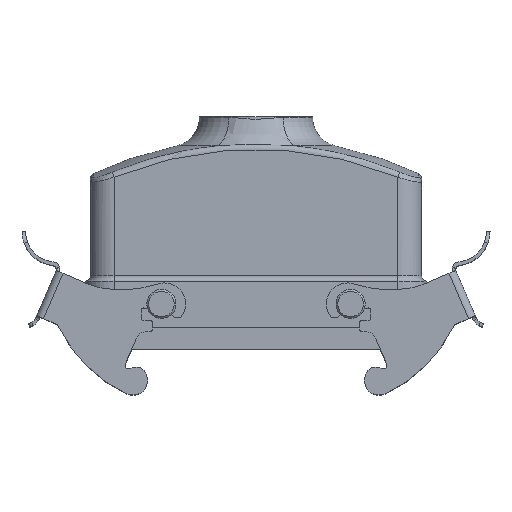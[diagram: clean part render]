
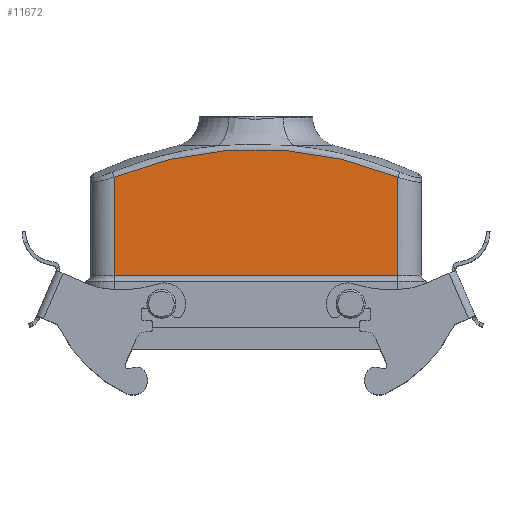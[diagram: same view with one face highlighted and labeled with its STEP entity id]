
A CAD part, top view. The second image highlights one B-rep face of the part: STEP entity #11672.
In plain terms, the highlighted planar face has unit normal (0, 0, 1).
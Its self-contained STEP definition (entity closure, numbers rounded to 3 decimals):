
#2933 = CARTESIAN_POINT ( 'NONE',  ( 39., 41.386, 20.5 ) ) ;
#7749 = PLANE ( 'NONE',  #7810 ) ;
#7810 = AXIS2_PLACEMENT_3D ( 'NONE', #7822, #7821, #7820 ) ;
#7812 = FACE_OUTER_BOUND ( 'NONE', #11648, .T. ) ;
#7820 = DIRECTION ( 'NONE',  ( -1., 0., 0. ) ) ;
#7821 = DIRECTION ( 'NONE',  ( 0., 0., -1. ) ) ;
#7822 = CARTESIAN_POINT ( 'NONE',  ( 39., 38.5, 20.5 ) ) ;
#7934 = DIRECTION ( 'NONE',  ( 1., 0., 0. ) ) ;
#7935 = VECTOR ( 'NONE', #7934, 1000. ) ;
#7936 = CARTESIAN_POINT ( 'NONE',  ( 39., 14.229, 20.5 ) ) ;
#7944 = LINE ( 'NONE', #7936, #7935 ) ;
#7953 = CARTESIAN_POINT ( 'NONE',  ( -39., 41.386, 20.5 ) ) ;
#8044 = CARTESIAN_POINT ( 'NONE',  ( -39., 14.229, 20.5 ) ) ;
#8227 = CIRCLE ( 'NONE', #8251, 103.439 ) ;
#8242 = DIRECTION ( 'NONE',  ( -1., 0., 0. ) ) ;
#8243 = DIRECTION ( 'NONE',  ( 0., 0., 1. ) ) ;
#8244 = CARTESIAN_POINT ( 'NONE',  ( 0., -54.42, 20.5 ) ) ;
#8248 = DIRECTION ( 'NONE',  ( 0., -1., 0. ) ) ;
#8251 = AXIS2_PLACEMENT_3D ( 'NONE', #8244, #8243, #8242 ) ;
#8252 = LINE ( 'NONE', #8258, #8257 ) ;
#8253 = DIRECTION ( 'NONE',  ( 0., -1., 0. ) ) ;
#8254 = VECTOR ( 'NONE', #8253, 1000. ) ;
#8255 = CARTESIAN_POINT ( 'NONE',  ( -39., 38.5, 20.5 ) ) ;
#8257 = VECTOR ( 'NONE', #8248, 1000. ) ;
#8258 = CARTESIAN_POINT ( 'NONE',  ( 39., 38.5, 20.5 ) ) ;
#8259 = LINE ( 'NONE', #8255, #8254 ) ;
#8263 = CARTESIAN_POINT ( 'NONE',  ( 39., 14.229, 20.5 ) ) ;
#11629 = ORIENTED_EDGE ( 'NONE', *, *, #11780, .F. ) ;
#11630 = VERTEX_POINT ( 'NONE', #2933 ) ;
#11648 = EDGE_LOOP ( 'NONE', ( #11675, #11779, #11629, #11777 ) ) ;
#11672 = ADVANCED_FACE ( 'NONE', ( #7812 ), #7749, .F. ) ;
#11675 = ORIENTED_EDGE ( 'NONE', *, *, #11776, .T. ) ;
#11707 = VERTEX_POINT ( 'NONE', #7953 ) ;
#11712 = EDGE_CURVE ( 'NONE', #11726, #11778, #7944, .T. ) ;
#11726 = VERTEX_POINT ( 'NONE', #8044 ) ;
#11776 = EDGE_CURVE ( 'NONE', #11707, #11726, #8259, .T. ) ;
#11777 = ORIENTED_EDGE ( 'NONE', *, *, #11781, .T. ) ;
#11778 = VERTEX_POINT ( 'NONE', #8263 ) ;
#11779 = ORIENTED_EDGE ( 'NONE', *, *, #11712, .T. ) ;
#11780 = EDGE_CURVE ( 'NONE', #11630, #11778, #8252, .T. ) ;
#11781 = EDGE_CURVE ( 'NONE', #11630, #11707, #8227, .T. ) ;
